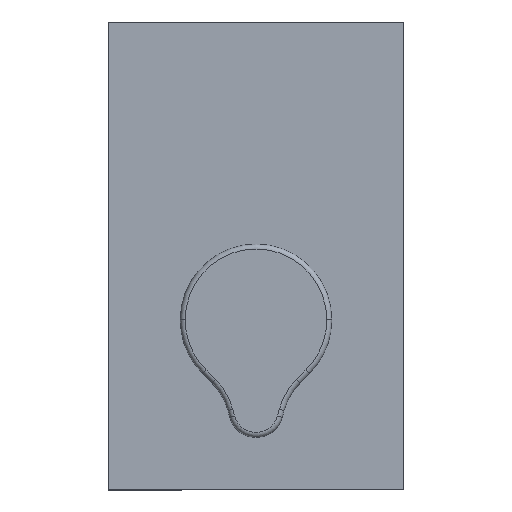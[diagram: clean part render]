
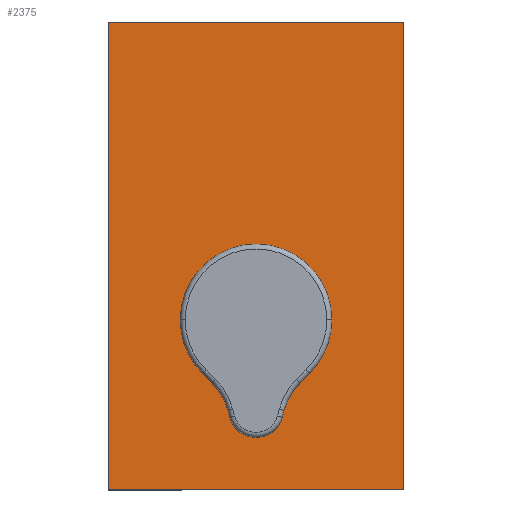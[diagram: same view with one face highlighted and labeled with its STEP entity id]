
A CAD part, top view. The second image highlights one B-rep face of the part: STEP entity #2375.
In plain terms, the highlighted planar face has unit normal (0, 0, 1).
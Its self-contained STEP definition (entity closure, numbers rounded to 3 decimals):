
#62 = VERTEX_POINT ( 'NONE', #320 ) ;
#245 = VERTEX_POINT ( 'NONE', #3182 ) ;
#316 = ORIENTED_EDGE ( 'NONE', *, *, #477, .T. ) ;
#320 = CARTESIAN_POINT ( 'NONE',  ( 60., 95., 9. ) ) ;
#385 = CARTESIAN_POINT ( 'NONE',  ( 26., -26., 9. ) ) ;
#402 = ORIENTED_EDGE ( 'NONE', *, *, #1428, .T. ) ;
#477 = EDGE_CURVE ( 'NONE', #1393, #2810, #735, .T. ) ;
#510 = AXIS2_PLACEMENT_3D ( 'NONE', #1921, #2181, #2537 ) ;
#511 = CARTESIAN_POINT ( 'NONE',  ( -60., 95., 9. ) ) ;
#602 = CARTESIAN_POINT ( 'NONE',  ( -26., -26., 9. ) ) ;
#632 = LINE ( 'NONE', #1892, #1668 ) ;
#735 = LINE ( 'NONE', #511, #2704 ) ;
#754 = LINE ( 'NONE', #3396, #3206 ) ;
#809 = CARTESIAN_POINT ( 'NONE',  ( 60., 95., 9. ) ) ;
#842 = DIRECTION ( 'NONE',  ( 0., 0., -1. ) ) ;
#845 = DIRECTION ( 'NONE',  ( 0., 0., 1. ) ) ;
#849 = EDGE_CURVE ( 'NONE', #62, #1393, #1066, .T. ) ;
#931 = ORIENTED_EDGE ( 'NONE', *, *, #1573, .F. ) ;
#1066 = LINE ( 'NONE', #809, #1944 ) ;
#1136 = CIRCLE ( 'NONE', #510, 26. ) ;
#1145 = EDGE_CURVE ( 'NONE', #1835, #2432, #1292, .T. ) ;
#1164 = EDGE_CURVE ( 'NONE', #2810, #245, #754, .T. ) ;
#1292 = CIRCLE ( 'NONE', #2161, 26. ) ;
#1337 = FACE_BOUND ( 'NONE', #2986, .T. ) ;
#1393 = VERTEX_POINT ( 'NONE', #2399 ) ;
#1428 = EDGE_CURVE ( 'NONE', #245, #62, #632, .T. ) ;
#1573 = EDGE_CURVE ( 'NONE', #2432, #1835, #1136, .T. ) ;
#1668 = VECTOR ( 'NONE', #3016, 1000. ) ;
#1799 = ORIENTED_EDGE ( 'NONE', *, *, #1145, .F. ) ;
#1835 = VERTEX_POINT ( 'NONE', #385 ) ;
#1892 = CARTESIAN_POINT ( 'NONE',  ( 60., 95., 9. ) ) ;
#1921 = CARTESIAN_POINT ( 'NONE',  ( 0., -26., 9. ) ) ;
#1944 = VECTOR ( 'NONE', #3169, 1000. ) ;
#2006 = DIRECTION ( 'NONE',  ( 1., 0., 0. ) ) ;
#2161 = AXIS2_PLACEMENT_3D ( 'NONE', #3103, #845, #2006 ) ;
#2176 = FACE_OUTER_BOUND ( 'NONE', #2815, .T. ) ;
#2181 = DIRECTION ( 'NONE',  ( 0., 0., 1. ) ) ;
#2187 = DIRECTION ( 'NONE',  ( 0., -1., 0. ) ) ;
#2375 = ADVANCED_FACE ( 'NONE', ( #1337, #2176 ), #2816, .F. ) ;
#2399 = CARTESIAN_POINT ( 'NONE',  ( -60., 95., 9. ) ) ;
#2432 = VERTEX_POINT ( 'NONE', #602 ) ;
#2486 = CARTESIAN_POINT ( 'NONE',  ( -60., -95., 9. ) ) ;
#2510 = DIRECTION ( 'NONE',  ( 1., 0., 0. ) ) ;
#2537 = DIRECTION ( 'NONE',  ( 1., 0., 0. ) ) ;
#2704 = VECTOR ( 'NONE', #2187, 1000. ) ;
#2810 = VERTEX_POINT ( 'NONE', #2486 ) ;
#2815 = EDGE_LOOP ( 'NONE', ( #316, #3139, #402, #3247 ) ) ;
#2816 = PLANE ( 'NONE',  #3492 ) ;
#2986 = EDGE_LOOP ( 'NONE', ( #931, #1799 ) ) ;
#3016 = DIRECTION ( 'NONE',  ( 0., 1., 0. ) ) ;
#3100 = CARTESIAN_POINT ( 'NONE',  ( 0., 0., 9. ) ) ;
#3103 = CARTESIAN_POINT ( 'NONE',  ( 0., -26., 9. ) ) ;
#3139 = ORIENTED_EDGE ( 'NONE', *, *, #1164, .T. ) ;
#3169 = DIRECTION ( 'NONE',  ( -1., 0., 0. ) ) ;
#3182 = CARTESIAN_POINT ( 'NONE',  ( 60., -95., 9. ) ) ;
#3206 = VECTOR ( 'NONE', #2510, 1000. ) ;
#3247 = ORIENTED_EDGE ( 'NONE', *, *, #849, .T. ) ;
#3396 = CARTESIAN_POINT ( 'NONE',  ( 60., -95., 9. ) ) ;
#3420 = DIRECTION ( 'NONE',  ( -1., 0., 0. ) ) ;
#3492 = AXIS2_PLACEMENT_3D ( 'NONE', #3100, #842, #3420 ) ;
